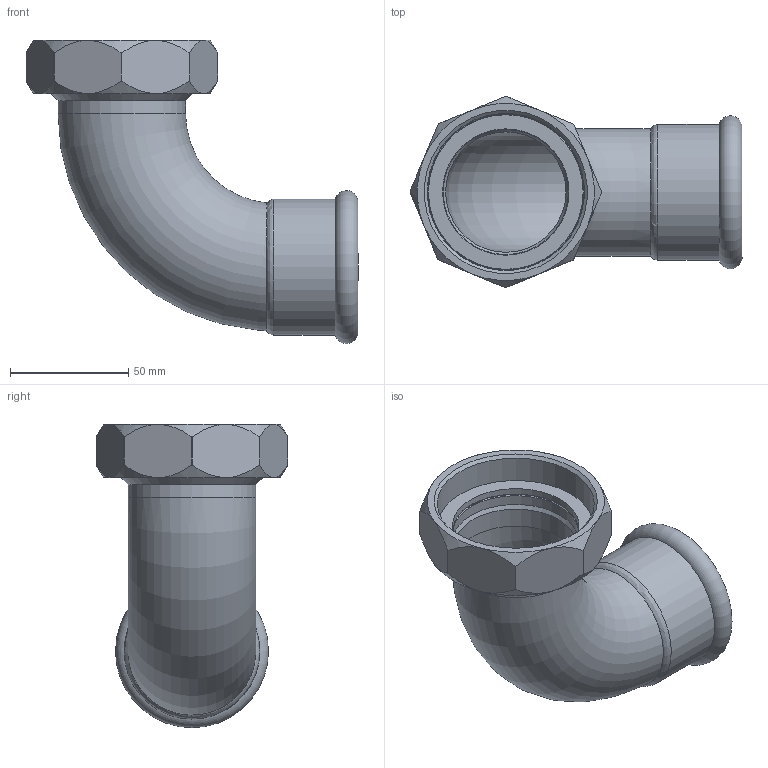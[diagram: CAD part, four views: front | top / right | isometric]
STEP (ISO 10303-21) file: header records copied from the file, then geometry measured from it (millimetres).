
FILE_DESCRIPTION(/* description */ (''),/* implementation_level */ '2;1');
FILE_NAME(/* name */ '186054238R_Inoxpres.stp',/* time_stamp */ '2022-10-17T08:50:04+02:00',/* author */ ('Vault'),/* organization */ ('Raccorderie metalliche s.p.a. '),/* preprocessor_version */ 'ST-DEVELOPER v18.1',/* originating_system */ 'Autodesk Inventor 2020',/* authorisation */ 'Raccorderie metalliche s.p.a. ');
FILE_SCHEMA (('AUTOMOTIVE_DESIGN { 1 0 10303 214 3 1 1 }'));
Length unit declared in the file: millimetre
Products named in the file (1): 186054238_R_Inoxpres
Bounding box: 140.55 x 81.1 x 128.38 mm (x, y, z)
Volume: 80078.4 mm3; surface area: 67990 mm2
Topology: 1 solids, 1 shells, 71 faces, 188 edges, 124 vertices
Faces by surface type: cone 25, cylinder 21, plane 16, torus 9
Full cylindrical faces by diameter (mm): 51 x1, 53 x1, 53.5 x1, 54 x1, 54.5 x1, 54.7 x2, 57.5 x1, 62 x1, 62.8 x1, 65.5 x1, 66 x1, 66.5 x1
Entity records: 2374 total; most frequent: CARTESIAN_POINT 556, DIRECTION 408, ORIENTED_EDGE 376, EDGE_CURVE 188, AXIS2_PLACEMENT_3D 185, VERTEX_POINT 124, CIRCLE 113, EDGE_LOOP 78
